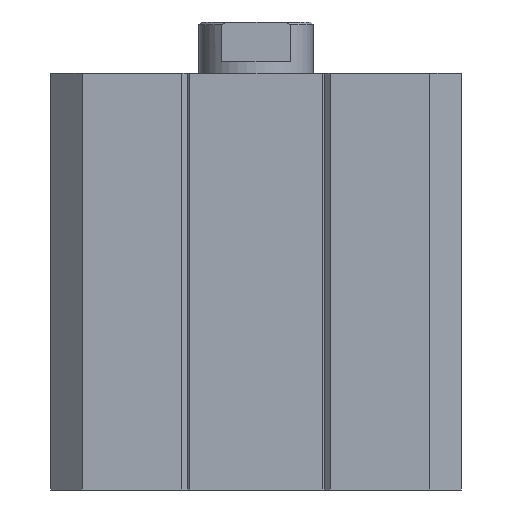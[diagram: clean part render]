
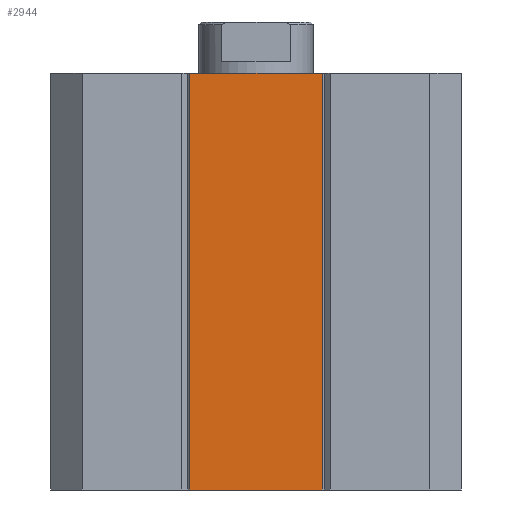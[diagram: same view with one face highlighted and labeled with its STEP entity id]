
A CAD part, left-side view. The second image highlights one B-rep face of the part: STEP entity #2944.
In plain terms, the highlighted planar face has unit normal (-1, 0, 0).
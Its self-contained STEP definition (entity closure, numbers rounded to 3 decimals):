
#32 = CARTESIAN_POINT ( 'NONE',  ( -17.7, -5.8, -18.25 ) ) ;
#310 = LINE ( 'NONE', #3489, #3047 ) ;
#373 = AXIS2_PLACEMENT_3D ( 'NONE', #4134, #2766, #721 ) ;
#374 = PLANE ( 'NONE',  #373 ) ;
#495 = EDGE_CURVE ( 'NONE', #2151, #3307, #3695, .T. ) ;
#539 = DIRECTION ( 'NONE',  ( 0., 0., 1. ) ) ;
#706 = ORIENTED_EDGE ( 'NONE', *, *, #3799, .F. ) ;
#717 = CARTESIAN_POINT ( 'NONE',  ( -17.7, 5.8, -18.25 ) ) ;
#721 = DIRECTION ( 'NONE',  ( 0., 0., -1. ) ) ;
#730 = EDGE_CURVE ( 'NONE', #1121, #870, #3633, .T. ) ;
#870 = VERTEX_POINT ( 'NONE', #4254 ) ;
#980 = VECTOR ( 'NONE', #539, 1000. ) ;
#1068 = DIRECTION ( 'NONE',  ( 0., 1., 0. ) ) ;
#1121 = VERTEX_POINT ( 'NONE', #32 ) ;
#1267 = ORIENTED_EDGE ( 'NONE', *, *, #495, .F. ) ;
#1332 = VECTOR ( 'NONE', #1068, 1000. ) ;
#1337 = CARTESIAN_POINT ( 'NONE',  ( -17.7, 5.8, 18.25 ) ) ;
#1353 = ORIENTED_EDGE ( 'NONE', *, *, #730, .T. ) ;
#1447 = DIRECTION ( 'NONE',  ( 0., 1., 0. ) ) ;
#1590 = EDGE_CURVE ( 'NONE', #870, #3307, #310, .T. ) ;
#2151 = VERTEX_POINT ( 'NONE', #3647 ) ;
#2298 = EDGE_LOOP ( 'NONE', ( #2352, #1267, #706, #1353 ) ) ;
#2337 = LINE ( 'NONE', #717, #1332 ) ;
#2352 = ORIENTED_EDGE ( 'NONE', *, *, #1590, .T. ) ;
#2585 = CARTESIAN_POINT ( 'NONE',  ( -17.7, 5.8, -18.25 ) ) ;
#2728 = VECTOR ( 'NONE', #3159, 1000. ) ;
#2766 = DIRECTION ( 'NONE',  ( 1., 0., 0. ) ) ;
#2769 = FACE_OUTER_BOUND ( 'NONE', #2298, .T. ) ;
#2817 = CARTESIAN_POINT ( 'NONE',  ( -17.7, -5.8, -18.25 ) ) ;
#2944 = ADVANCED_FACE ( 'NONE', ( #2769 ), #374, .F. ) ;
#3047 = VECTOR ( 'NONE', #1447, 1000. ) ;
#3159 = DIRECTION ( 'NONE',  ( 0., 0., 1. ) ) ;
#3307 = VERTEX_POINT ( 'NONE', #1337 ) ;
#3489 = CARTESIAN_POINT ( 'NONE',  ( -17.7, 5.8, 18.25 ) ) ;
#3633 = LINE ( 'NONE', #2817, #2728 ) ;
#3647 = CARTESIAN_POINT ( 'NONE',  ( -17.7, 5.8, -18.25 ) ) ;
#3695 = LINE ( 'NONE', #2585, #980 ) ;
#3799 = EDGE_CURVE ( 'NONE', #1121, #2151, #2337, .T. ) ;
#4134 = CARTESIAN_POINT ( 'NONE',  ( -17.7, 5.8, -18.25 ) ) ;
#4254 = CARTESIAN_POINT ( 'NONE',  ( -17.7, -5.8, 18.25 ) ) ;
